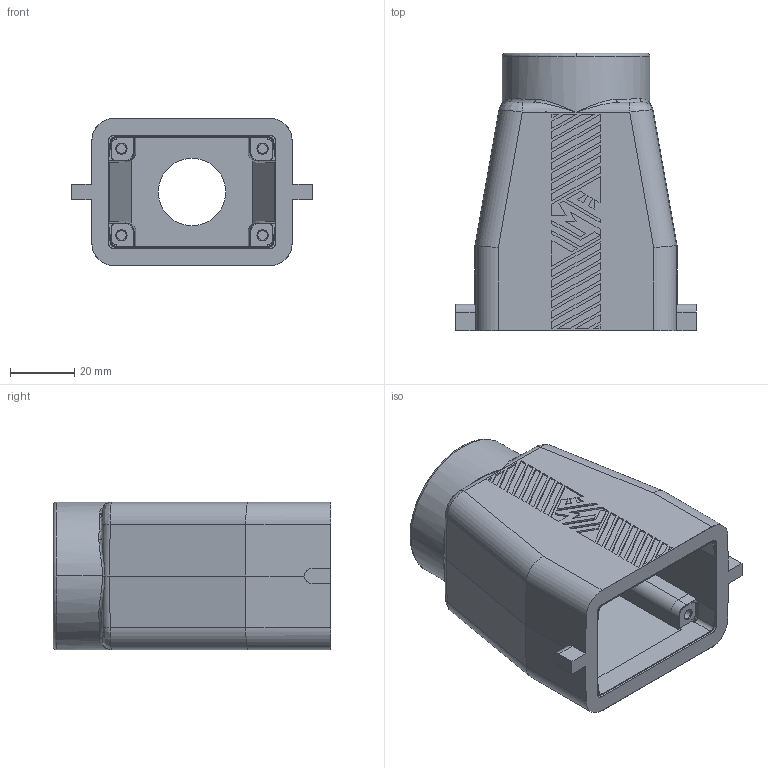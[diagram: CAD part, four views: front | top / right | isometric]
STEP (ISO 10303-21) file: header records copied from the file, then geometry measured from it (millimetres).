
FILE_DESCRIPTION(('Creo Elements/Direct Modeling STEP Export'),'2;1');
FILE_NAME('0ln7uvk53b896274816','2020-06-22T16:36:48',(''),(''),'Creo Elements/Direct Modeling STEP processor for AP214 (Solid Model)','Creo Elements/Direct Modeling 20.1B 02-Apr-2019 (C) Parametric Technology GmbH','');
FILE_SCHEMA(('AUTOMOTIVE_DESIGN { 1 0 10303 214 1 1 1 1 }'));
Length unit declared in the file: millimetre
Products named in the file (2): TMAV_06L25B
Assembly tree (1 placements, depth 2):
  TMAV_06L25B
    TMAV_06L25B
Bounding box: 75 x 86.5 x 46 mm (x, y, z)
Volume: 102767.7 mm3; surface area: 35952.1 mm2
Topology: 1 solids, 5 shells, 570 faces, 1581 edges, 1027 vertices
Faces by surface type: plane 400, cylinder 80, bspline 64, cone 16, torus 10
Entity records: 30760 total; most frequent: CARTESIAN_POINT 12748, ORIENTED_EDGE 3154, DIRECTION 2327, EDGE_CURVE 1577, VECTOR 1091, LINE 1091, VERTEX_POINT 1027, EDGE_LOOP 626
